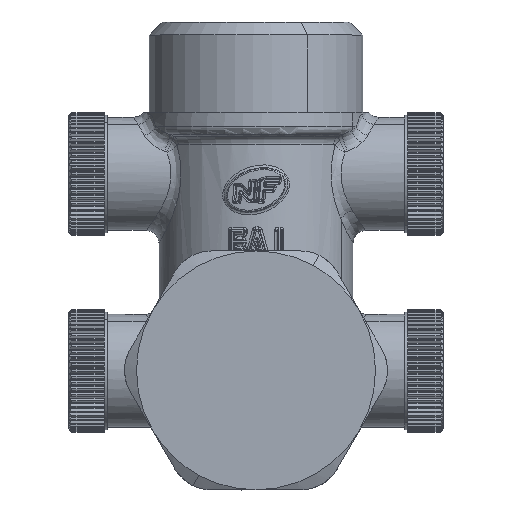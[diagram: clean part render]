
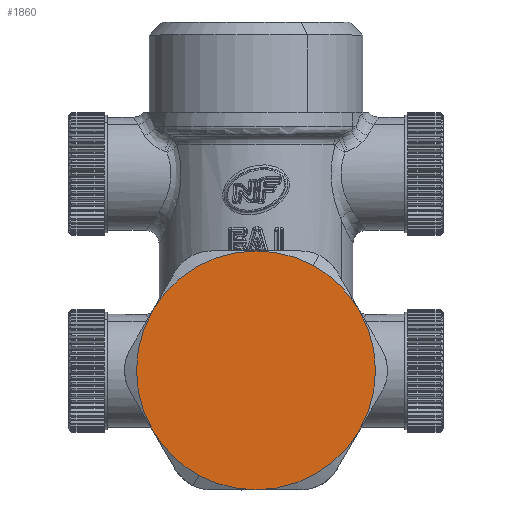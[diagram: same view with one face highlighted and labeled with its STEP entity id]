
A CAD part, top view. The second image highlights one B-rep face of the part: STEP entity #1860.
In plain terms, the highlighted planar face has unit normal (0, 0, 1).
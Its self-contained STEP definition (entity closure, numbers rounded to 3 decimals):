
#1378=CARTESIAN_POINT('Vertex',(-16.021,9.25,43.)) ;
#1442=CARTESIAN_POINT('Vertex',(-16.021,-9.25,43.)) ;
#1514=CARTESIAN_POINT('Vertex',(0.,-18.5,43.)) ;
#1577=CARTESIAN_POINT('Vertex',(16.021,-9.25,43.)) ;
#1615=CARTESIAN_POINT('Vertex',(0.,18.5,43.)) ;
#1712=CARTESIAN_POINT('Vertex',(16.021,9.25,43.)) ;
#1735=CARTESIAN_POINT('Axis2P3D Location',(0.,0.,43.)) ;
#1747=CARTESIAN_POINT('Axis2P3D Location',(0.,0.,43.)) ;
#1751=CARTESIAN_POINT('Vertex',(-8.869,-16.235,43.)) ;
#1766=CARTESIAN_POINT('Axis2P3D Location',(0.,0.,43.)) ;
#1778=CARTESIAN_POINT('Axis2P3D Location',(0.,0.,43.)) ;
#1790=CARTESIAN_POINT('Axis2P3D Location',(0.,0.,43.)) ;
#1802=CARTESIAN_POINT('Axis2P3D Location',(0.,0.,43.)) ;
#1818=CARTESIAN_POINT('Vertex',(8.869,16.235,43.)) ;
#1821=CARTESIAN_POINT('Axis2P3D Location',(0.,0.,43.)) ;
#1833=CARTESIAN_POINT('Axis2P3D Location',(0.,0.,43.)) ;
#1845=CARTESIAN_POINT('Axis2P3D Location',(0.,0.,43.)) ;
#1736=DIRECTION('Axis2P3D Direction',(0.,0.,-1.)) ;
#1748=DIRECTION('Axis2P3D Direction',(0.,0.,-1.)) ;
#1767=DIRECTION('Axis2P3D Direction',(0.,0.,-1.)) ;
#1779=DIRECTION('Axis2P3D Direction',(0.,0.,-1.)) ;
#1791=DIRECTION('Axis2P3D Direction',(0.,0.,-1.)) ;
#1803=DIRECTION('Axis2P3D Direction',(0.,0.,-1.)) ;
#1822=DIRECTION('Axis2P3D Direction',(0.,0.,-1.)) ;
#1834=DIRECTION('Axis2P3D Direction',(0.,0.,-1.)) ;
#1846=DIRECTION('Axis2P3D Direction',(0.,0.,-1.)) ;
#1847=DIRECTION('Axis2P3D XDirection',(1.,0.,0.)) ;
#1737=AXIS2_PLACEMENT_3D('Circle Axis2P3D',#1735,#1736,$) ;
#1749=AXIS2_PLACEMENT_3D('Circle Axis2P3D',#1747,#1748,$) ;
#1768=AXIS2_PLACEMENT_3D('Circle Axis2P3D',#1766,#1767,$) ;
#1780=AXIS2_PLACEMENT_3D('Circle Axis2P3D',#1778,#1779,$) ;
#1792=AXIS2_PLACEMENT_3D('Circle Axis2P3D',#1790,#1791,$) ;
#1804=AXIS2_PLACEMENT_3D('Circle Axis2P3D',#1802,#1803,$) ;
#1823=AXIS2_PLACEMENT_3D('Circle Axis2P3D',#1821,#1822,$) ;
#1835=AXIS2_PLACEMENT_3D('Circle Axis2P3D',#1833,#1834,$) ;
#1848=AXIS2_PLACEMENT_3D('Plane Axis2P3D',#1845,#1846,#1847) ;
#1851=ORIENTED_EDGE('',*,*,#1794,.F.) ;
#1852=ORIENTED_EDGE('',*,*,#1825,.F.) ;
#1853=ORIENTED_EDGE('',*,*,#1837,.F.) ;
#1854=ORIENTED_EDGE('',*,*,#1782,.F.) ;
#1855=ORIENTED_EDGE('',*,*,#1806,.F.) ;
#1856=ORIENTED_EDGE('',*,*,#1770,.F.) ;
#1857=ORIENTED_EDGE('',*,*,#1753,.F.) ;
#1858=ORIENTED_EDGE('',*,*,#1739,.F.) ;
#1860=ADVANCED_FACE('PartBody',(#1859),#1849,.F.) ;
#1738=CIRCLE('generated circle',#1737,18.5) ;
#1750=CIRCLE('generated circle',#1749,18.5) ;
#1769=CIRCLE('generated circle',#1768,18.5) ;
#1781=CIRCLE('generated circle',#1780,18.5) ;
#1793=CIRCLE('generated circle',#1792,18.5) ;
#1805=CIRCLE('generated circle',#1804,18.5) ;
#1824=CIRCLE('generated circle',#1823,18.5) ;
#1836=CIRCLE('generated circle',#1835,18.5) ;
#1739=EDGE_CURVE('',#1578,#1515,#1738,.T.) ;
#1753=EDGE_CURVE('',#1515,#1752,#1750,.T.) ;
#1770=EDGE_CURVE('',#1752,#1443,#1769,.T.) ;
#1782=EDGE_CURVE('',#1379,#1616,#1781,.T.) ;
#1794=EDGE_CURVE('',#1713,#1578,#1793,.T.) ;
#1806=EDGE_CURVE('',#1443,#1379,#1805,.T.) ;
#1825=EDGE_CURVE('',#1819,#1713,#1824,.T.) ;
#1837=EDGE_CURVE('',#1616,#1819,#1836,.T.) ;
#1850=EDGE_LOOP('',(#1851,#1852,#1853,#1854,#1855,#1856,#1857,#1858)) ;
#1859=FACE_OUTER_BOUND('',#1850,.T.) ;
#1849=PLANE('',#1848) ;
#1379=VERTEX_POINT('',#1378) ;
#1443=VERTEX_POINT('',#1442) ;
#1515=VERTEX_POINT('',#1514) ;
#1578=VERTEX_POINT('',#1577) ;
#1616=VERTEX_POINT('',#1615) ;
#1713=VERTEX_POINT('',#1712) ;
#1752=VERTEX_POINT('',#1751) ;
#1819=VERTEX_POINT('',#1818) ;
